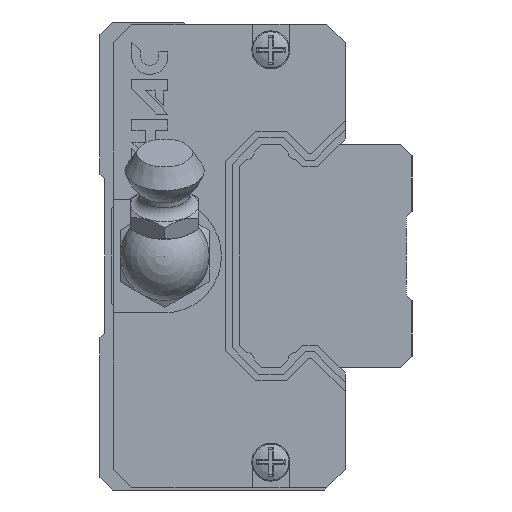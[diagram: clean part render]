
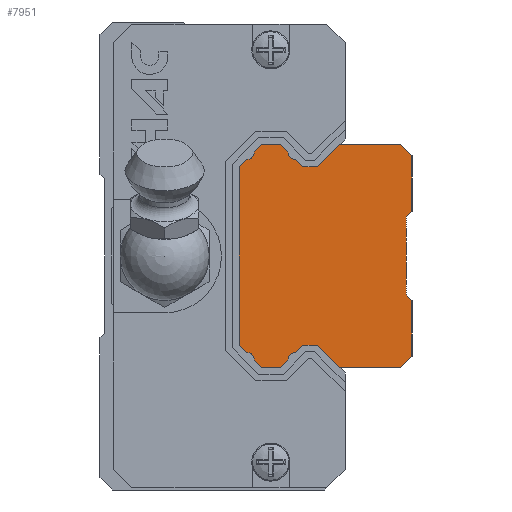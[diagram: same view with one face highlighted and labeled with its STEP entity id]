
A CAD part, left-side view. The second image highlights one B-rep face of the part: STEP entity #7951.
In plain terms, the highlighted planar face has unit normal (-1, 0, 0).
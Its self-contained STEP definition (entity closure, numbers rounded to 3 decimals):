
#138=CIRCLE('',#8456,0.654);
#142=CIRCLE('',#8476,0.654);
#144=CIRCLE('',#8482,0.654);
#152=CIRCLE('',#8494,0.654);
#543=ORIENTED_EDGE('',*,*,#2664,.F.);
#544=ORIENTED_EDGE('',*,*,#2791,.T.);
#545=ORIENTED_EDGE('',*,*,#2788,.F.);
#546=ORIENTED_EDGE('',*,*,#2742,.F.);
#547=ORIENTED_EDGE('',*,*,#2739,.F.);
#548=ORIENTED_EDGE('',*,*,#2736,.T.);
#549=ORIENTED_EDGE('',*,*,#2733,.F.);
#550=ORIENTED_EDGE('',*,*,#2730,.F.);
#551=ORIENTED_EDGE('',*,*,#2727,.F.);
#552=ORIENTED_EDGE('',*,*,#2724,.T.);
#553=ORIENTED_EDGE('',*,*,#2721,.F.);
#554=ORIENTED_EDGE('',*,*,#2718,.F.);
#555=ORIENTED_EDGE('',*,*,#2715,.F.);
#556=ORIENTED_EDGE('',*,*,#2712,.F.);
#557=ORIENTED_EDGE('',*,*,#2709,.F.);
#558=ORIENTED_EDGE('',*,*,#2706,.F.);
#559=ORIENTED_EDGE('',*,*,#2703,.F.);
#560=ORIENTED_EDGE('',*,*,#2700,.F.);
#561=ORIENTED_EDGE('',*,*,#2695,.F.);
#562=ORIENTED_EDGE('',*,*,#2692,.F.);
#563=ORIENTED_EDGE('',*,*,#2689,.F.);
#564=ORIENTED_EDGE('',*,*,#2686,.F.);
#565=ORIENTED_EDGE('',*,*,#2683,.F.);
#566=ORIENTED_EDGE('',*,*,#2680,.F.);
#567=ORIENTED_EDGE('',*,*,#2677,.F.);
#568=ORIENTED_EDGE('',*,*,#2674,.T.);
#569=ORIENTED_EDGE('',*,*,#2671,.F.);
#570=ORIENTED_EDGE('',*,*,#2668,.F.);
#2664=EDGE_CURVE('',#3817,#3818,#4598,.T.);
#2668=EDGE_CURVE('',#3818,#3821,#4602,.T.);
#2671=EDGE_CURVE('',#3821,#3823,#4605,.T.);
#2674=EDGE_CURVE('',#3825,#3823,#138,.T.);
#2677=EDGE_CURVE('',#3825,#3827,#4609,.T.);
#2680=EDGE_CURVE('',#3827,#3829,#4612,.T.);
#2683=EDGE_CURVE('',#3829,#3831,#4615,.T.);
#2686=EDGE_CURVE('',#3831,#3833,#4618,.T.);
#2689=EDGE_CURVE('',#3833,#3835,#4621,.T.);
#2692=EDGE_CURVE('',#3835,#3837,#4624,.T.);
#2695=EDGE_CURVE('',#3837,#3839,#4627,.T.);
#2700=EDGE_CURVE('',#3839,#3843,#4630,.T.);
#2703=EDGE_CURVE('',#3843,#3845,#4633,.T.);
#2706=EDGE_CURVE('',#3845,#3847,#4636,.T.);
#2709=EDGE_CURVE('',#3847,#3849,#4639,.T.);
#2712=EDGE_CURVE('',#3849,#3851,#4642,.T.);
#2715=EDGE_CURVE('',#3851,#3853,#4645,.T.);
#2718=EDGE_CURVE('',#3853,#3855,#4648,.T.);
#2721=EDGE_CURVE('',#3855,#3857,#4651,.T.);
#2724=EDGE_CURVE('',#3859,#3857,#142,.T.);
#2727=EDGE_CURVE('',#3859,#3861,#4655,.T.);
#2730=EDGE_CURVE('',#3861,#3863,#4658,.T.);
#2733=EDGE_CURVE('',#3863,#3865,#4661,.T.);
#2736=EDGE_CURVE('',#3867,#3865,#144,.T.);
#2739=EDGE_CURVE('',#3867,#3869,#4665,.T.);
#2742=EDGE_CURVE('',#3869,#3871,#4668,.T.);
#2788=EDGE_CURVE('',#3871,#3916,#4708,.T.);
#2791=EDGE_CURVE('',#3817,#3916,#152,.T.);
#3817=VERTEX_POINT('',#11281);
#3818=VERTEX_POINT('',#11282);
#3821=VERTEX_POINT('',#11290);
#3823=VERTEX_POINT('',#11296);
#3825=VERTEX_POINT('',#11302);
#3827=VERTEX_POINT('',#11308);
#3829=VERTEX_POINT('',#11314);
#3831=VERTEX_POINT('',#11320);
#3833=VERTEX_POINT('',#11326);
#3835=VERTEX_POINT('',#11332);
#3837=VERTEX_POINT('',#11338);
#3839=VERTEX_POINT('',#11344);
#3843=VERTEX_POINT('',#11354);
#3845=VERTEX_POINT('',#11360);
#3847=VERTEX_POINT('',#11366);
#3849=VERTEX_POINT('',#11372);
#3851=VERTEX_POINT('',#11378);
#3853=VERTEX_POINT('',#11384);
#3855=VERTEX_POINT('',#11390);
#3857=VERTEX_POINT('',#11396);
#3859=VERTEX_POINT('',#11402);
#3861=VERTEX_POINT('',#11408);
#3863=VERTEX_POINT('',#11414);
#3865=VERTEX_POINT('',#11420);
#3867=VERTEX_POINT('',#11426);
#3869=VERTEX_POINT('',#11432);
#3871=VERTEX_POINT('',#11438);
#3916=VERTEX_POINT('',#11530);
#4598=LINE('',#11280,#5562);
#4602=LINE('',#11289,#5566);
#4605=LINE('',#11295,#5569);
#4609=LINE('',#11307,#5573);
#4612=LINE('',#11313,#5576);
#4615=LINE('',#11319,#5579);
#4618=LINE('',#11325,#5582);
#4621=LINE('',#11331,#5585);
#4624=LINE('',#11337,#5588);
#4627=LINE('',#11343,#5591);
#4630=LINE('',#11353,#5594);
#4633=LINE('',#11359,#5597);
#4636=LINE('',#11365,#5600);
#4639=LINE('',#11371,#5603);
#4642=LINE('',#11377,#5606);
#4645=LINE('',#11383,#5609);
#4648=LINE('',#11389,#5612);
#4651=LINE('',#11395,#5615);
#4655=LINE('',#11407,#5619);
#4658=LINE('',#11413,#5622);
#4661=LINE('',#11419,#5625);
#4665=LINE('',#11431,#5629);
#4668=LINE('',#11437,#5632);
#4708=LINE('',#11529,#5672);
#5562=VECTOR('',#9076,1000.);
#5566=VECTOR('',#9082,1000.);
#5569=VECTOR('',#9087,1000.);
#5573=VECTOR('',#9099,1000.);
#5576=VECTOR('',#9104,1000.);
#5579=VECTOR('',#9109,1000.);
#5582=VECTOR('',#9114,1000.);
#5585=VECTOR('',#9119,1000.);
#5588=VECTOR('',#9124,1000.);
#5591=VECTOR('',#9129,1000.);
#5594=VECTOR('',#9138,1000.);
#5597=VECTOR('',#9143,1000.);
#5600=VECTOR('',#9148,1000.);
#5603=VECTOR('',#9153,1000.);
#5606=VECTOR('',#9158,1000.);
#5609=VECTOR('',#9163,1000.);
#5612=VECTOR('',#9168,1000.);
#5615=VECTOR('',#9173,1000.);
#5619=VECTOR('',#9185,1000.);
#5622=VECTOR('',#9190,1000.);
#5625=VECTOR('',#9195,1000.);
#5629=VECTOR('',#9207,1000.);
#5632=VECTOR('',#9212,1000.);
#5672=VECTOR('',#9266,1000.);
#6561=EDGE_LOOP('',(#543,#544,#545,#546,#547,#548,#549,#550,#551,#552,#553,
#554,#555,#556,#557,#558,#559,#560,#561,#562,#563,#564,#565,#566,#567,#568,
#569,#570));
#7079=FACE_BOUND('',#6561,.T.);
#7587=PLANE('',#8497);
#7951=ADVANCED_FACE('',(#7079),#7587,.F.);
#8456=AXIS2_PLACEMENT_3D('',#11301,#9092,#9093);
#8476=AXIS2_PLACEMENT_3D('',#11401,#9178,#9179);
#8482=AXIS2_PLACEMENT_3D('',#11425,#9200,#9201);
#8494=AXIS2_PLACEMENT_3D('',#11535,#9271,#9272);
#8497=AXIS2_PLACEMENT_3D('',#11538,#9277,#9278);
#9076=DIRECTION('',(0.,-0.707,0.707));
#9082=DIRECTION('',(0.,-1.,0.));
#9087=DIRECTION('',(0.,-0.707,-0.707));
#9092=DIRECTION('',(1.,0.,0.));
#9093=DIRECTION('',(0.,0.,-1.));
#9099=DIRECTION('',(0.,-0.707,-0.707));
#9104=DIRECTION('',(0.,-1.,0.));
#9109=DIRECTION('',(0.,-0.707,0.707));
#9114=DIRECTION('',(0.,-1.,0.));
#9119=DIRECTION('',(0.,-0.707,-0.707));
#9124=DIRECTION('',(0.,0.,-1.));
#9129=DIRECTION('',(0.,0.707,-0.707));
#9138=DIRECTION('',(0.,0.,-1.));
#9143=DIRECTION('',(0.,-0.707,-0.707));
#9148=DIRECTION('',(0.,0.,-1.));
#9153=DIRECTION('',(0.,0.707,-0.707));
#9158=DIRECTION('',(0.,1.,0.));
#9163=DIRECTION('',(0.,0.707,0.707));
#9168=DIRECTION('',(0.,1.,0.));
#9173=DIRECTION('',(0.,0.707,-0.707));
#9178=DIRECTION('',(1.,0.,0.));
#9179=DIRECTION('',(0.,0.,-1.));
#9185=DIRECTION('',(0.,0.707,-0.707));
#9190=DIRECTION('',(0.,1.,0.));
#9195=DIRECTION('',(0.,0.707,0.707));
#9200=DIRECTION('',(1.,0.,0.));
#9201=DIRECTION('',(0.,0.,-1.));
#9207=DIRECTION('',(0.,0.707,0.707));
#9212=DIRECTION('',(0.,0.,1.));
#9266=DIRECTION('',(0.,-0.707,0.707));
#9271=DIRECTION('',(1.,0.,0.));
#9272=DIRECTION('',(0.,0.,-1.));
#9277=DIRECTION('',(1.,0.,0.));
#9278=DIRECTION('',(0.,0.,-1.));
#11280=CARTESIAN_POINT('',(-50.,14.17,9.335));
#11281=CARTESIAN_POINT('',(-50.,14.17,9.335));
#11282=CARTESIAN_POINT('',(-50.,13.505,10.));
#11289=CARTESIAN_POINT('',(-50.,13.505,10.));
#11290=CARTESIAN_POINT('',(-50.,11.795,10.));
#11295=CARTESIAN_POINT('',(-50.,11.795,10.));
#11296=CARTESIAN_POINT('',(-50.,11.13,9.335));
#11301=CARTESIAN_POINT('',(-50.,10.476,9.324));
#11302=CARTESIAN_POINT('',(-50.,10.465,8.67));
#11307=CARTESIAN_POINT('',(-50.,10.465,8.67));
#11308=CARTESIAN_POINT('',(-50.,9.8,8.005));
#11313=CARTESIAN_POINT('',(-50.,9.8,8.005));
#11314=CARTESIAN_POINT('',(-50.,8.495,8.005));
#11319=CARTESIAN_POINT('',(-50.,8.495,8.005));
#11320=CARTESIAN_POINT('',(-50.,6.5,10.));
#11325=CARTESIAN_POINT('',(-50.,6.5,10.));
#11326=CARTESIAN_POINT('',(-50.,1.,10.));
#11331=CARTESIAN_POINT('',(-50.,1.,10.));
#11332=CARTESIAN_POINT('',(-50.,0.,9.));
#11337=CARTESIAN_POINT('',(-50.,0.,9.));
#11338=CARTESIAN_POINT('',(-50.,0.,4.));
#11343=CARTESIAN_POINT('',(-50.,0.,4.));
#11344=CARTESIAN_POINT('',(-50.,0.5,3.5));
#11353=CARTESIAN_POINT('',(-50.,0.5,3.5));
#11354=CARTESIAN_POINT('',(-50.,0.5,-3.5));
#11359=CARTESIAN_POINT('',(-50.,0.5,-3.5));
#11360=CARTESIAN_POINT('',(-50.,0.,-4.));
#11365=CARTESIAN_POINT('',(-50.,0.,-4.));
#11366=CARTESIAN_POINT('',(-50.,0.,-9.));
#11371=CARTESIAN_POINT('',(-50.,0.,-9.));
#11372=CARTESIAN_POINT('',(-50.,1.,-10.));
#11377=CARTESIAN_POINT('',(-50.,1.,-10.));
#11378=CARTESIAN_POINT('',(-50.,6.5,-10.));
#11383=CARTESIAN_POINT('',(-50.,6.5,-10.));
#11384=CARTESIAN_POINT('',(-50.,8.495,-8.005));
#11389=CARTESIAN_POINT('',(-50.,8.495,-8.005));
#11390=CARTESIAN_POINT('',(-50.,9.8,-8.005));
#11395=CARTESIAN_POINT('',(-50.,9.8,-8.005));
#11396=CARTESIAN_POINT('',(-50.,10.465,-8.67));
#11401=CARTESIAN_POINT('',(-50.,10.476,-9.324));
#11402=CARTESIAN_POINT('',(-50.,11.13,-9.335));
#11407=CARTESIAN_POINT('',(-50.,11.13,-9.335));
#11408=CARTESIAN_POINT('',(-50.,11.795,-10.));
#11413=CARTESIAN_POINT('',(-50.,11.795,-10.));
#11414=CARTESIAN_POINT('',(-50.,13.505,-10.));
#11419=CARTESIAN_POINT('',(-50.,13.505,-10.));
#11420=CARTESIAN_POINT('',(-50.,14.17,-9.335));
#11425=CARTESIAN_POINT('',(-50.,14.824,-9.324));
#11426=CARTESIAN_POINT('',(-50.,14.835,-8.67));
#11431=CARTESIAN_POINT('',(-50.,14.835,-8.67));
#11432=CARTESIAN_POINT('',(-50.,15.5,-8.005));
#11437=CARTESIAN_POINT('',(-50.,15.5,-8.005));
#11438=CARTESIAN_POINT('',(-50.,15.5,8.005));
#11529=CARTESIAN_POINT('',(-50.,15.5,8.005));
#11530=CARTESIAN_POINT('',(-50.,14.835,8.67));
#11535=CARTESIAN_POINT('',(-50.,14.824,9.324));
#11538=CARTESIAN_POINT('',(-50.,10.476,9.324));
